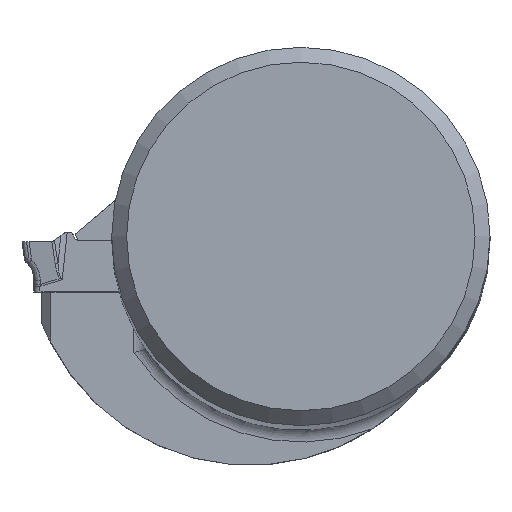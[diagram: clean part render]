
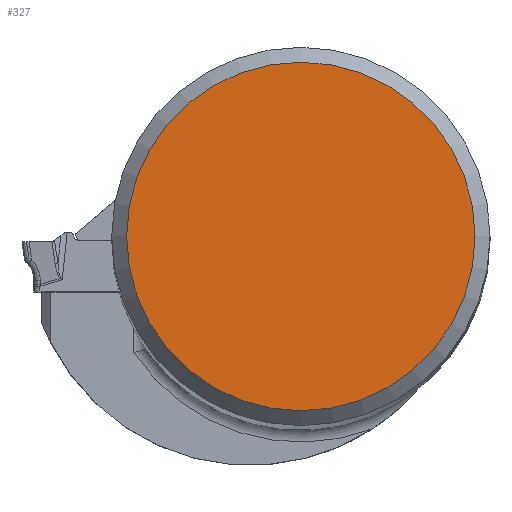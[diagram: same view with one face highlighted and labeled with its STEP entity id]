
A CAD part, top view. The second image highlights one B-rep face of the part: STEP entity #327.
In plain terms, the highlighted planar face has unit normal (0, 0, 1).
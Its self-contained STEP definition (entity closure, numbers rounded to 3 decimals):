
#197=FACE_OUTER_BOUND('',#1005,.T.);
#327=ADVANCED_FACE('TB_BL_N5_SU8',(#197),#452,.F.);
#452=PLANE('',#2494);
#1005=EDGE_LOOP('',(#1233));
#1233=ORIENTED_EDGE('',*,*,#2085,.T.);
#1850=VERTEX_POINT('',#3541);
#2085=EDGE_CURVE('',#1850,#1850,#2358,.T.);
#2358=CIRCLE('',#2492,11.685);
#2492=AXIS2_PLACEMENT_3D('',#3540,#2781,#2782);
#2494=AXIS2_PLACEMENT_3D('',#3543,#2785,#2786);
#2781=DIRECTION('',(0.,0.,1.));
#2782=DIRECTION('',(1.,0.,0.));
#2785=DIRECTION('',(0.,0.,-1.));
#2786=DIRECTION('',(-1.,0.,0.));
#3540=CARTESIAN_POINT('',(0.,0.,0.));
#3541=CARTESIAN_POINT('',(11.685,0.,0.));
#3543=CARTESIAN_POINT('',(11.685,0.,0.));
